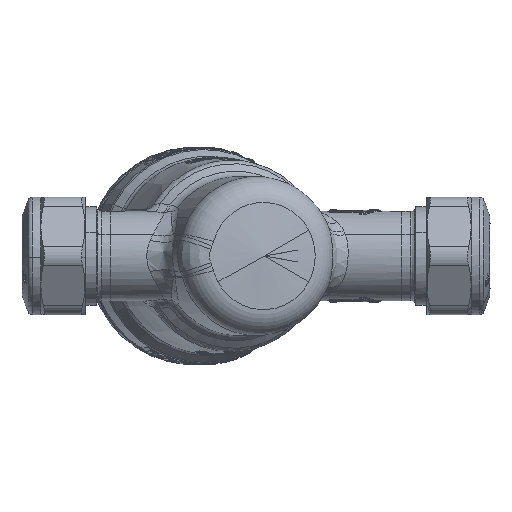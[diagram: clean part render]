
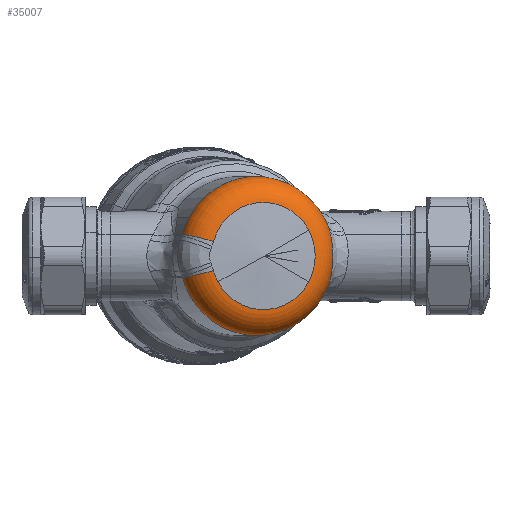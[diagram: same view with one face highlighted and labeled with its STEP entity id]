
A CAD part, front view. The second image highlights one B-rep face of the part: STEP entity #35007.
In plain terms, the highlighted toroidal (fillet/blend) face has major radius 10.9 mm and minor radius 6 mm.
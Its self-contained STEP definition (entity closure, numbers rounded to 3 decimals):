
#24374=CARTESIAN_POINT('Vertex',(-12.18,-17.407,-4.57)) ;
#24526=CARTESIAN_POINT('Vertex',(17.862,-9.357,-8.102)) ;
#24529=CARTESIAN_POINT('Axis2P3D Location',(3.536,-13.196,0.)) ;
#24725=CARTESIAN_POINT('Vertex',(-12.18,-17.407,4.57)) ;
#24740=CARTESIAN_POINT('Axis2P3D Location',(3.536,-13.196,0.)) ;
#24744=CARTESIAN_POINT('Vertex',(-10.79,-17.035,8.102)) ;
#27184=CARTESIAN_POINT('Axis2P3D Location',(3.536,-13.196,0.)) ;
#27188=CARTESIAN_POINT('Vertex',(17.861,-9.358,8.103)) ;
#34668=CARTESIAN_POINT('Control Point',(-5.54,-21.816,-3.089)) ;
#34669=CARTESIAN_POINT('Control Point',(-7.229,-22.108,-3.568)) ;
#34670=CARTESIAN_POINT('Control Point',(-9.036,-21.752,-4.033)) ;
#34671=CARTESIAN_POINT('Control Point',(-10.646,-20.683,-4.392)) ;
#34672=CARTESIAN_POINT('Control Point',(-11.719,-19.127,-4.57)) ;
#34673=CARTESIAN_POINT('Control Point',(-12.18,-17.407,-4.57)) ;
#34674=CARTESIAN_POINT('Vertex',(-5.54,-21.816,-3.089)) ;
#34703=CARTESIAN_POINT('Vertex',(-4.6,-21.564,-5.476)) ;
#34710=CARTESIAN_POINT('Vertex',(14.766,-16.375,5.476)) ;
#34713=CARTESIAN_POINT('Axis2P3D Location',(5.083,-18.97,0.)) ;
#34717=CARTESIAN_POINT('Vertex',(-5.54,-21.816,3.089)) ;
#34726=CARTESIAN_POINT('Axis2P3D Location',(5.083,-18.97,0.)) ;
#34917=CARTESIAN_POINT('Axis2P3D Location',(3.536,-13.196,0.)) ;
#34921=CARTESIAN_POINT('Vertex',(18.093,-9.295,-7.647)) ;
#34936=CARTESIAN_POINT('Axis2P3D Location',(3.536,-13.196,0.)) ;
#34941=CARTESIAN_POINT('Axis2P3D Location',(-6.6,-15.912,2.947)) ;
#34946=CARTESIAN_POINT('Axis2P3D Location',(5.083,-18.97,0.)) ;
#34950=CARTESIAN_POINT('Vertex',(14.766,-16.375,-5.476)) ;
#34953=CARTESIAN_POINT('Axis2P3D Location',(5.083,-18.97,0.)) ;
#34959=CARTESIAN_POINT('Control Point',(18.093,-9.295,-7.647)) ;
#34960=CARTESIAN_POINT('Control Point',(18.398,-9.649,-7.246)) ;
#34961=CARTESIAN_POINT('Control Point',(18.672,-10.,-6.79)) ;
#34962=CARTESIAN_POINT('Control Point',(18.91,-10.335,-6.278)) ;
#34963=CARTESIAN_POINT('Control Point',(19.31,-10.945,-5.155)) ;
#34964=CARTESIAN_POINT('Control Point',(19.575,-11.412,-3.862)) ;
#34965=CARTESIAN_POINT('Control Point',(19.676,-11.602,-3.185)) ;
#34966=CARTESIAN_POINT('Control Point',(19.822,-11.894,-1.768)) ;
#34967=CARTESIAN_POINT('Control Point',(19.861,-12.002,-0.29)) ;
#34968=CARTESIAN_POINT('Control Point',(19.855,-12.009,0.462)) ;
#34969=CARTESIAN_POINT('Control Point',(19.795,-11.93,1.912)) ;
#34970=CARTESIAN_POINT('Control Point',(19.634,-11.677,3.31)) ;
#34971=CARTESIAN_POINT('Control Point',(19.53,-11.513,3.969)) ;
#34972=CARTESIAN_POINT('Control Point',(19.4,-11.313,4.596)) ;
#34973=CARTESIAN_POINT('Control Point',(19.237,-11.075,5.196)) ;
#34974=CARTESIAN_POINT('Vertex',(19.237,-11.075,5.196)) ;
#34978=CARTESIAN_POINT('Control Point',(19.237,-11.075,5.196)) ;
#34979=CARTESIAN_POINT('Control Point',(19.152,-10.952,5.507)) ;
#34980=CARTESIAN_POINT('Control Point',(19.057,-10.816,5.809)) ;
#34981=CARTESIAN_POINT('Control Point',(18.949,-10.67,6.101)) ;
#34982=CARTESIAN_POINT('Vertex',(18.949,-10.67,6.101)) ;
#34986=CARTESIAN_POINT('Control Point',(18.949,-10.67,6.101)) ;
#34987=CARTESIAN_POINT('Control Point',(18.733,-10.374,6.689)) ;
#34988=CARTESIAN_POINT('Control Point',(18.478,-10.046,7.223)) ;
#34989=CARTESIAN_POINT('Control Point',(18.185,-9.701,7.694)) ;
#34990=CARTESIAN_POINT('Control Point',(17.861,-9.358,8.103)) ;
#24530=DIRECTION('Axis2P3D Direction',(-0.259,0.966,0.)) ;
#24741=DIRECTION('Axis2P3D Direction',(-0.259,0.966,0.)) ;
#27185=DIRECTION('Axis2P3D Direction',(-0.259,0.966,0.)) ;
#34714=DIRECTION('Axis2P3D Direction',(-0.259,0.966,-0.)) ;
#34727=DIRECTION('Axis2P3D Direction',(-0.259,0.966,-0.)) ;
#34918=DIRECTION('Axis2P3D Direction',(-0.259,0.966,0.)) ;
#34937=DIRECTION('Axis2P3D Direction',(0.259,-0.966,0.)) ;
#34938=DIRECTION('Axis2P3D XDirection',(0.739,0.198,-0.644)) ;
#34942=DIRECTION('Axis2P3D Direction',(0.261,0.07,0.963)) ;
#34947=DIRECTION('Axis2P3D Direction',(0.259,-0.966,0.)) ;
#34954=DIRECTION('Axis2P3D Direction',(0.259,-0.966,0.)) ;
#24531=AXIS2_PLACEMENT_3D('Circle Axis2P3D',#24529,#24530,$) ;
#24742=AXIS2_PLACEMENT_3D('Circle Axis2P3D',#24740,#24741,$) ;
#27186=AXIS2_PLACEMENT_3D('Circle Axis2P3D',#27184,#27185,$) ;
#34715=AXIS2_PLACEMENT_3D('Circle Axis2P3D',#34713,#34714,$) ;
#34728=AXIS2_PLACEMENT_3D('Circle Axis2P3D',#34726,#34727,$) ;
#34919=AXIS2_PLACEMENT_3D('Circle Axis2P3D',#34917,#34918,$) ;
#34939=AXIS2_PLACEMENT_3D('Torus Axis2P3D',#34936,#34937,#34938) ;
#34943=AXIS2_PLACEMENT_3D('Circle Axis2P3D',#34941,#34942,$) ;
#34948=AXIS2_PLACEMENT_3D('Circle Axis2P3D',#34946,#34947,$) ;
#34955=AXIS2_PLACEMENT_3D('Circle Axis2P3D',#34953,#34954,$) ;
#24532=CIRCLE('generated circle',#24531,16.9) ;
#24743=CIRCLE('generated circle',#24742,16.9) ;
#27187=CIRCLE('generated circle',#27186,16.9) ;
#34716=CIRCLE('generated circle',#34715,11.423) ;
#34729=CIRCLE('generated circle',#34728,11.423) ;
#34920=CIRCLE('generated circle',#34919,16.9) ;
#34944=CIRCLE('generated circle',#34943,6.) ;
#34949=CIRCLE('generated circle',#34948,11.423) ;
#34956=CIRCLE('generated circle',#34955,11.423) ;
#34940=TOROIDAL_SURFACE('homeo Torus',#34939,10.9,6.) ;
#24533=EDGE_CURVE('',#24527,#24375,#24532,.T.) ;
#24746=EDGE_CURVE('',#24726,#24745,#24743,.T.) ;
#27190=EDGE_CURVE('',#24745,#27189,#27187,.T.) ;
#34676=EDGE_CURVE('',#24375,#34675,#34667,.F.) ;
#34719=EDGE_CURVE('',#34718,#34711,#34716,.T.) ;
#34730=EDGE_CURVE('',#34704,#34675,#34729,.T.) ;
#34923=EDGE_CURVE('',#34922,#24527,#34920,.T.) ;
#34945=EDGE_CURVE('',#24726,#34718,#34944,.T.) ;
#34952=EDGE_CURVE('',#34711,#34951,#34949,.F.) ;
#34957=EDGE_CURVE('',#34951,#34704,#34956,.F.) ;
#34976=EDGE_CURVE('',#34922,#34975,#34958,.T.) ;
#34984=EDGE_CURVE('',#34975,#34983,#34977,.T.) ;
#34991=EDGE_CURVE('',#34983,#27189,#34985,.T.) ;
#34993=ORIENTED_EDGE('',*,*,#27190,.F.) ;
#34994=ORIENTED_EDGE('',*,*,#24746,.F.) ;
#34995=ORIENTED_EDGE('',*,*,#34945,.T.) ;
#34996=ORIENTED_EDGE('',*,*,#34719,.T.) ;
#34997=ORIENTED_EDGE('',*,*,#34952,.T.) ;
#34998=ORIENTED_EDGE('',*,*,#34957,.T.) ;
#34999=ORIENTED_EDGE('',*,*,#34730,.T.) ;
#35000=ORIENTED_EDGE('',*,*,#34676,.F.) ;
#35001=ORIENTED_EDGE('',*,*,#24533,.F.) ;
#35002=ORIENTED_EDGE('',*,*,#34923,.F.) ;
#35003=ORIENTED_EDGE('',*,*,#34976,.T.) ;
#35004=ORIENTED_EDGE('',*,*,#34984,.T.) ;
#35005=ORIENTED_EDGE('',*,*,#34991,.T.) ;
#34992=EDGE_LOOP('',(#34993,#34994,#34995,#34996,#34997,#34998,#34999,#35000,#35001,#35002,#35003,#35004,#35005)) ;
#24375=VERTEX_POINT('',#24374) ;
#24527=VERTEX_POINT('',#24526) ;
#24726=VERTEX_POINT('',#24725) ;
#24745=VERTEX_POINT('',#24744) ;
#27189=VERTEX_POINT('',#27188) ;
#34675=VERTEX_POINT('',#34674) ;
#34704=VERTEX_POINT('',#34703) ;
#34711=VERTEX_POINT('',#34710) ;
#34718=VERTEX_POINT('',#34717) ;
#34922=VERTEX_POINT('',#34921) ;
#34951=VERTEX_POINT('',#34950) ;
#34975=VERTEX_POINT('',#34974) ;
#34983=VERTEX_POINT('',#34982) ;
#35007=ADVANCED_FACE('PartBody',(#35006),#34940,.T.) ;
#34667=B_SPLINE_CURVE_WITH_KNOTS('',5,(#34668,#34669,#34670,#34671,#34672,#34673),.UNSPECIFIED.,.F.,.U.,(6,6),(0.,6.),.UNSPECIFIED.) ;
#34958=B_SPLINE_CURVE_WITH_KNOTS('',5,(#34959,#34960,#34961,#34962,#34963,#34964,#34965,#34966,#34967,#34968,#34969,#34970,#34971,#34972,#34973),.UNSPECIFIED.,.F.,.U.,(6,3,3,3,6),(19.264,24.253,29.174,34.192,38.923),.UNSPECIFIED.) ;
#34977=B_SPLINE_CURVE_WITH_KNOTS('',3,(#34978,#34979,#34980,#34981),.UNSPECIFIED.,.F.,.U.,(4,4),(38.919,40.393),.UNSPECIFIED.) ;
#34985=B_SPLINE_CURVE_WITH_KNOTS('',4,(#34986,#34987,#34988,#34989,#34990),.UNSPECIFIED.,.F.,.U.,(5,5),(0.,3.968),.UNSPECIFIED.) ;
#35006=FACE_OUTER_BOUND('',#34992,.T.) ;
